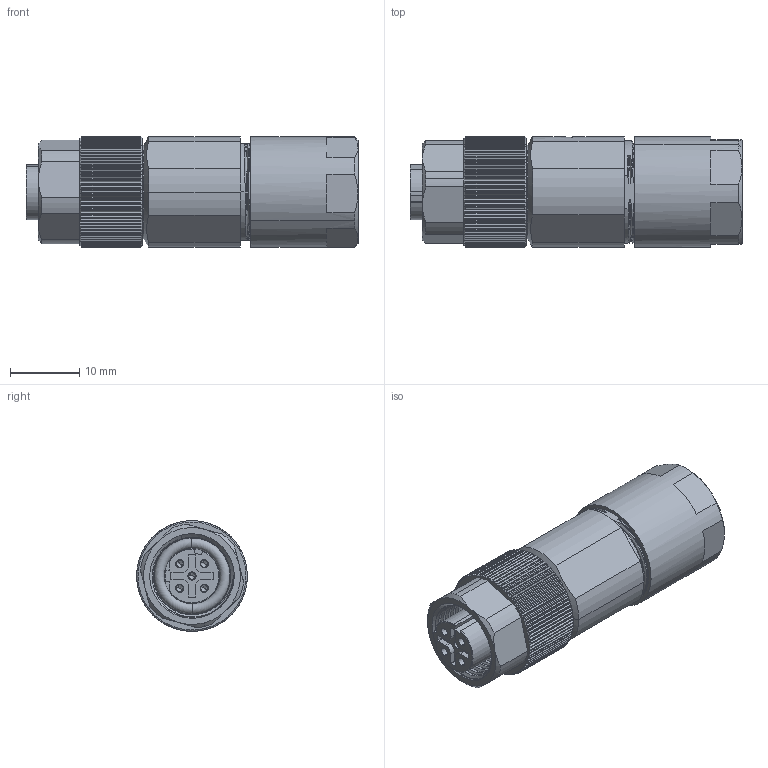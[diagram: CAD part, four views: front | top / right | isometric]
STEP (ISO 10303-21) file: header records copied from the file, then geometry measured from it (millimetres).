
FILE_DESCRIPTION (( 'STEP AP203' ), '1' );
FILE_NAME ('55-00257.STEP', '2024-06-25T22:46:04', ( '' ), ( '' ), 'SwSTEP 2.0', 'SolidWorks 2021', '' );
FILE_SCHEMA (( 'CONFIG_CONTROL_DESIGN' ));
Length unit declared in the file: millimetre
Products named in the file (19): 55-00257-07___; 55-00257-05___; 55-00257-13___; 55-00257-12___; 55-00257-09___; 55-00257; 55-00257-06___; 55-00257-15___; 55-00257-03___; 55-00257-11___; 55-00257-04___; 55-00257-18___; 55-00257-08___; 55-00257-14___; 55-00257-10___; 55-00257-17___; 55-00257-02___; 55-00257-16___; 55-00257-01___
Assembly tree (22 placements, depth 2):
  55-00257
    55-00257-01___
    55-00257-02___
    55-00257-03___
    55-00257-04___
    55-00257-05___
    55-00257-06___
    55-00257-07___
    55-00257-08___
    55-00257-09___
    55-00257-10___
    55-00257-11___
    55-00257-12___
    55-00257-13___
    55-00257-14___
    55-00257-15___
    55-00257-16___
    55-00257-17___
    55-00257-18___  x5
Bounding box: 48 x 16 x 16 mm (x, y, z)
Volume: 6615.4 mm3; surface area: 14022.1 mm2
Topology: 23 solids, 23 shells, 1745 faces, 4515 edges, 2841 vertices
Faces by surface type: plane 674, cylinder 465, bspline 310, cone 280, torus 16
Entity records: 84883 total; most frequent: CARTESIAN_POINT 46460, ORIENTED_EDGE 8382, DIRECTION 6582, EDGE_CURVE 4191, VERTEX_POINT 2641, AXIS2_PLACEMENT_3D 2634, EDGE_LOOP 1682, ADVANCED_FACE 1613
